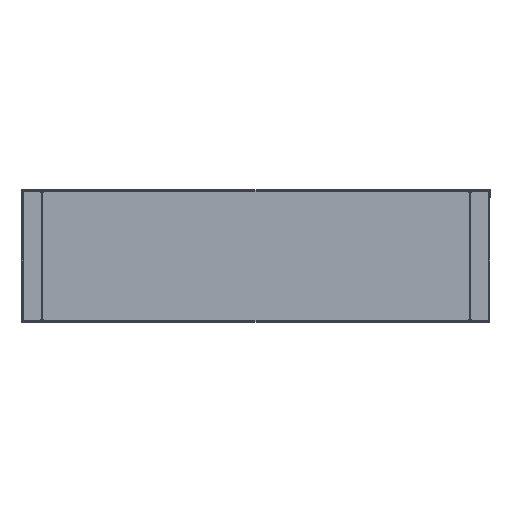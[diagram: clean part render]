
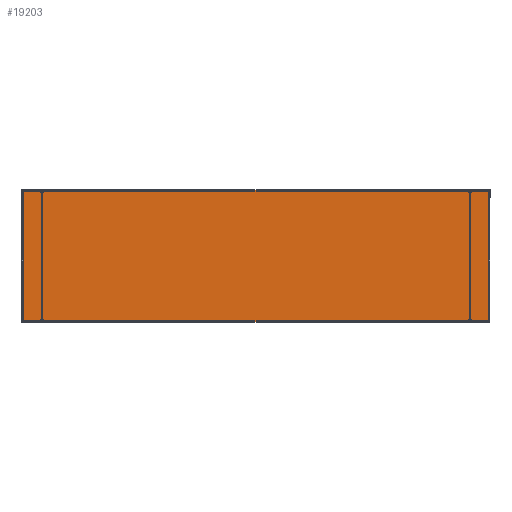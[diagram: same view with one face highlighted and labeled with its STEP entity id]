
A CAD part, top view. The second image highlights one B-rep face of the part: STEP entity #19203.
In plain terms, the highlighted face is planar.
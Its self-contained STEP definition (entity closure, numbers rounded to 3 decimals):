
#1577 = EDGE_LOOP ( 'NONE', ( #8799, #7854, #19030, #24315 ) ) ;
#2500 = CARTESIAN_POINT ( 'NONE',  ( -49.7, -10., 0. ) ) ;
#3840 = PLANE ( 'NONE',  #4455 ) ;
#4185 = VERTEX_POINT ( 'NONE', #2500 ) ;
#4455 = AXIS2_PLACEMENT_3D ( 'NONE', #14140, #21151, #27289 ) ;
#4603 = CARTESIAN_POINT ( 'NONE',  ( 49.7, -10., 0. ) ) ;
#4660 = CARTESIAN_POINT ( 'NONE',  ( 49.7, -10., 350. ) ) ;
#4839 = DIRECTION ( 'NONE',  ( 0., 0., -1. ) ) ;
#5981 = EDGE_CURVE ( 'NONE', #10552, #6505, #21097, .T. ) ;
#6505 = VERTEX_POINT ( 'NONE', #4603 ) ;
#6995 = VECTOR ( 'NONE', #4839, 1000. ) ;
#7854 = ORIENTED_EDGE ( 'NONE', *, *, #5981, .F. ) ;
#7870 = FACE_OUTER_BOUND ( 'NONE', #1577, .T. ) ;
#8069 = EDGE_CURVE ( 'NONE', #20605, #4185, #9149, .T. ) ;
#8416 = CARTESIAN_POINT ( 'NONE',  ( 49.7, -10., 350. ) ) ;
#8799 = ORIENTED_EDGE ( 'NONE', *, *, #13798, .T. ) ;
#9035 = VECTOR ( 'NONE', #12829, 1000. ) ;
#9149 = LINE ( 'NONE', #20153, #6995 ) ;
#9573 = DIRECTION ( 'NONE',  ( 1., 0., 0. ) ) ;
#10552 = VERTEX_POINT ( 'NONE', #4660 ) ;
#12521 = CARTESIAN_POINT ( 'NONE',  ( 49.7, -10., 0. ) ) ;
#12829 = DIRECTION ( 'NONE',  ( 1., 0., 0. ) ) ;
#13798 = EDGE_CURVE ( 'NONE', #4185, #6505, #19751, .T. ) ;
#14140 = CARTESIAN_POINT ( 'NONE',  ( 49.7, -10., 350. ) ) ;
#14512 = CARTESIAN_POINT ( 'NONE',  ( 49.7, -10., 350. ) ) ;
#14903 = VECTOR ( 'NONE', #9573, 1000. ) ;
#15053 = VECTOR ( 'NONE', #18806, 1000. ) ;
#16378 = EDGE_CURVE ( 'NONE', #20605, #10552, #19279, .T. ) ;
#16654 = CARTESIAN_POINT ( 'NONE',  ( -49.7, -10., 350. ) ) ;
#18806 = DIRECTION ( 'NONE',  ( 0., 0., -1. ) ) ;
#19030 = ORIENTED_EDGE ( 'NONE', *, *, #16378, .F. ) ;
#19203 = ADVANCED_FACE ( 'NONE', ( #7870 ), #3840, .F. ) ;
#19279 = LINE ( 'NONE', #8416, #9035 ) ;
#19751 = LINE ( 'NONE', #12521, #14903 ) ;
#20153 = CARTESIAN_POINT ( 'NONE',  ( -49.7, -10., 350. ) ) ;
#20605 = VERTEX_POINT ( 'NONE', #16654 ) ;
#21097 = LINE ( 'NONE', #14512, #15053 ) ;
#21151 = DIRECTION ( 'NONE',  ( 0., 1., 0. ) ) ;
#24315 = ORIENTED_EDGE ( 'NONE', *, *, #8069, .T. ) ;
#27289 = DIRECTION ( 'NONE',  ( 0., 0., 1. ) ) ;
